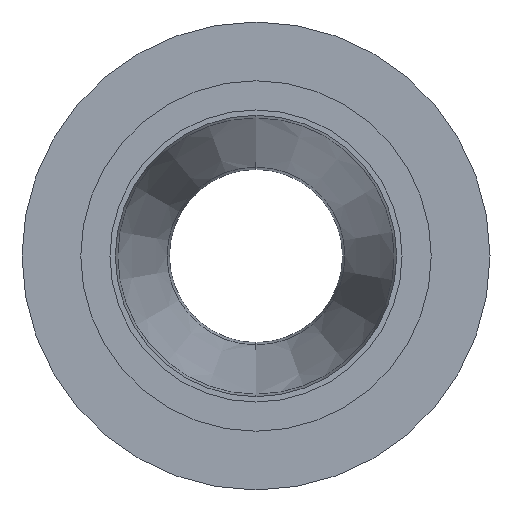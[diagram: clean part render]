
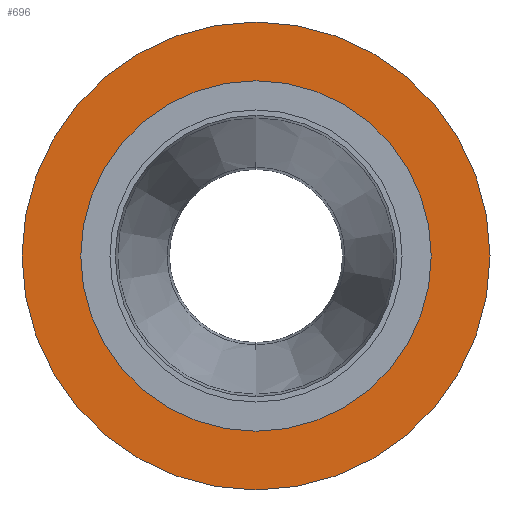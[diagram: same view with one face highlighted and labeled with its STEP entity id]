
A CAD part, front view. The second image highlights one B-rep face of the part: STEP entity #696.
In plain terms, the highlighted planar face has unit normal (0, -1, 0).
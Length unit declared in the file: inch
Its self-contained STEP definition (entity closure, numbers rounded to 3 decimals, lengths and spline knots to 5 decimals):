
#11 = CARTESIAN_POINT ( 'NONE',  ( 1.0815, -2.265, 0. ) ) ;
#32 = EDGE_CURVE ( 'NONE', #1661, #1503, #2272, .T. ) ;
#259 = CARTESIAN_POINT ( 'NONE',  ( 0.81, -2.265, 0. ) ) ;
#283 = AXIS2_PLACEMENT_3D ( 'NONE', #1102, #1096, #1092 ) ;
#285 = AXIS2_PLACEMENT_3D ( 'NONE', #1144, #1142, #1137 ) ;
#585 = EDGE_CURVE ( 'NONE', #1605, #1652, #1156, .T. ) ;
#641 = AXIS2_PLACEMENT_3D ( 'NONE', #947, #870, #927 ) ;
#675 = CIRCLE ( 'NONE', #283, 0.81 ) ;
#687 = CIRCLE ( 'NONE', #285, 1.0815 ) ;
#696 = ADVANCED_FACE ( 'NONE', ( #1108, #1093 ), #973, .F. ) ;
#768 = AXIS2_PLACEMENT_3D ( 'NONE', #1622, #1643, #1628 ) ;
#870 = DIRECTION ( 'NONE',  ( 0., 1., 0. ) ) ;
#875 = AXIS2_PLACEMENT_3D ( 'NONE', #2315, #1766, #2100 ) ;
#927 = DIRECTION ( 'NONE',  ( -1., 0., 0. ) ) ;
#947 = CARTESIAN_POINT ( 'NONE',  ( 0.81, -2.265, 0. ) ) ;
#973 = PLANE ( 'NONE',  #641 ) ;
#987 = EDGE_CURVE ( 'NONE', #1652, #1605, #687, .T. ) ;
#1002 = EDGE_CURVE ( 'NONE', #1503, #1661, #675, .T. ) ;
#1092 = DIRECTION ( 'NONE',  ( -1., 0., 0. ) ) ;
#1093 = FACE_BOUND ( 'NONE', #1504, .T. ) ;
#1096 = DIRECTION ( 'NONE',  ( 0., 1., 0. ) ) ;
#1102 = CARTESIAN_POINT ( 'NONE',  ( 0., -2.265, 0. ) ) ;
#1108 = FACE_OUTER_BOUND ( 'NONE', #1456, .T. ) ;
#1137 = DIRECTION ( 'NONE',  ( -1., 0., 0. ) ) ;
#1142 = DIRECTION ( 'NONE',  ( 0., 1., 0. ) ) ;
#1144 = CARTESIAN_POINT ( 'NONE',  ( 0., -2.265, 0. ) ) ;
#1156 = CIRCLE ( 'NONE', #768, 1.0815 ) ;
#1456 = EDGE_LOOP ( 'NONE', ( #2418, #2292 ) ) ;
#1503 = VERTEX_POINT ( 'NONE', #259 ) ;
#1504 = EDGE_LOOP ( 'NONE', ( #2217, #2430 ) ) ;
#1527 = CARTESIAN_POINT ( 'NONE',  ( -0.81, -2.265, 0. ) ) ;
#1605 = VERTEX_POINT ( 'NONE', #11 ) ;
#1622 = CARTESIAN_POINT ( 'NONE',  ( 0., -2.265, 0. ) ) ;
#1628 = DIRECTION ( 'NONE',  ( -1., 0., 0. ) ) ;
#1639 = CARTESIAN_POINT ( 'NONE',  ( -1.0815, -2.265, 0. ) ) ;
#1643 = DIRECTION ( 'NONE',  ( 0., 1., 0. ) ) ;
#1652 = VERTEX_POINT ( 'NONE', #1639 ) ;
#1661 = VERTEX_POINT ( 'NONE', #1527 ) ;
#1766 = DIRECTION ( 'NONE',  ( 0., 1., 0. ) ) ;
#2100 = DIRECTION ( 'NONE',  ( -1., 0., 0. ) ) ;
#2217 = ORIENTED_EDGE ( 'NONE', *, *, #32, .T. ) ;
#2272 = CIRCLE ( 'NONE', #875, 0.81 ) ;
#2292 = ORIENTED_EDGE ( 'NONE', *, *, #585, .F. ) ;
#2315 = CARTESIAN_POINT ( 'NONE',  ( 0., -2.265, 0. ) ) ;
#2418 = ORIENTED_EDGE ( 'NONE', *, *, #987, .F. ) ;
#2430 = ORIENTED_EDGE ( 'NONE', *, *, #1002, .T. ) ;
